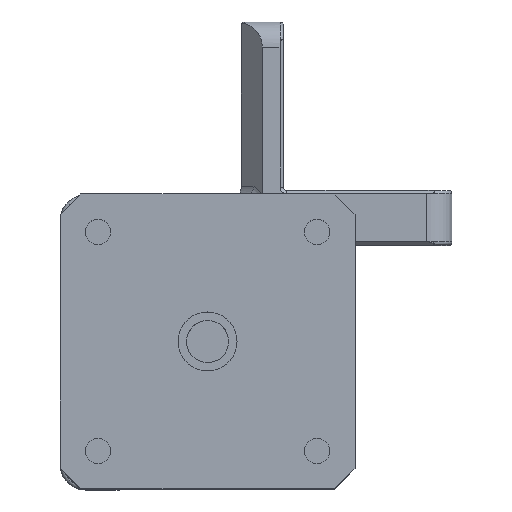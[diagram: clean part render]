
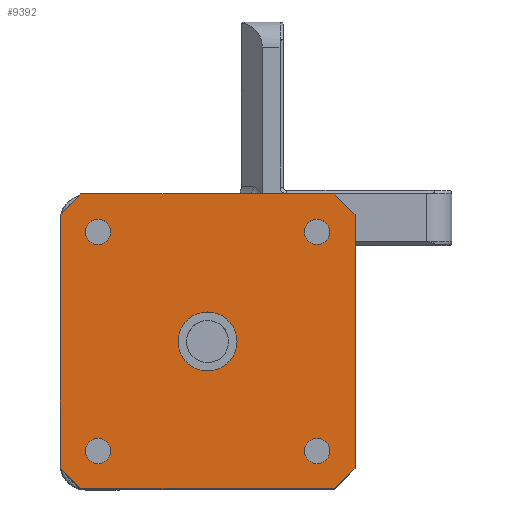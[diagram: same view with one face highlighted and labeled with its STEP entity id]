
A CAD part, top view. The second image highlights one B-rep face of the part: STEP entity #9392.
In plain terms, the highlighted face is planar.
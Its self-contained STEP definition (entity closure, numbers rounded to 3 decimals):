
#196=FACE_BOUND('',#1564,.T.);
#197=FACE_BOUND('',#1565,.T.);
#198=FACE_BOUND('',#1566,.T.);
#199=FACE_BOUND('',#1567,.T.);
#200=FACE_BOUND('',#1568,.T.);
#324=PLANE('',#10314);
#964=FACE_OUTER_BOUND('',#1563,.T.);
#1563=EDGE_LOOP('',(#7717,#7718,#7719,#7720,#7721,#7722,#7723,#7724));
#1564=EDGE_LOOP('',(#7725));
#1565=EDGE_LOOP('',(#7726));
#1566=EDGE_LOOP('',(#7727));
#1567=EDGE_LOOP('',(#7728));
#1568=EDGE_LOOP('',(#7729));
#2076=CIRCLE('',#10293,1.5);
#2078=CIRCLE('',#10296,1.5);
#2080=CIRCLE('',#10299,1.5);
#2082=CIRCLE('',#10302,1.5);
#2084=CIRCLE('',#10305,3.5);
#2807=LINE('',#24733,#3403);
#2810=LINE('',#24739,#3406);
#2813=LINE('',#24745,#3409);
#2816=LINE('',#24751,#3412);
#2819=LINE('',#24757,#3415);
#2822=LINE('',#24763,#3418);
#2825=LINE('',#24769,#3421);
#2828=LINE('',#24774,#3424);
#3403=VECTOR('',#12437,1000.);
#3406=VECTOR('',#12442,1000.);
#3409=VECTOR('',#12447,1000.);
#3412=VECTOR('',#12452,1000.);
#3415=VECTOR('',#12457,1000.);
#3418=VECTOR('',#12462,1000.);
#3421=VECTOR('',#12467,1000.);
#3424=VECTOR('',#12472,1000.);
#4191=VERTEX_POINT('',#24701);
#4193=VERTEX_POINT('',#24707);
#4195=VERTEX_POINT('',#24713);
#4197=VERTEX_POINT('',#24719);
#4199=VERTEX_POINT('',#24725);
#4200=VERTEX_POINT('',#24729);
#4202=VERTEX_POINT('',#24732);
#4204=VERTEX_POINT('',#24738);
#4206=VERTEX_POINT('',#24744);
#4208=VERTEX_POINT('',#24750);
#4210=VERTEX_POINT('',#24756);
#4212=VERTEX_POINT('',#24762);
#4214=VERTEX_POINT('',#24768);
#5385=EDGE_CURVE('',#4191,#4191,#2076,.T.);
#5388=EDGE_CURVE('',#4193,#4193,#2078,.T.);
#5391=EDGE_CURVE('',#4195,#4195,#2080,.T.);
#5394=EDGE_CURVE('',#4197,#4197,#2082,.T.);
#5397=EDGE_CURVE('',#4199,#4199,#2084,.T.);
#5399=EDGE_CURVE('',#4202,#4200,#2807,.T.);
#5402=EDGE_CURVE('',#4204,#4202,#2810,.T.);
#5405=EDGE_CURVE('',#4206,#4204,#2813,.T.);
#5408=EDGE_CURVE('',#4208,#4206,#2816,.T.);
#5411=EDGE_CURVE('',#4210,#4208,#2819,.T.);
#5414=EDGE_CURVE('',#4212,#4210,#2822,.T.);
#5417=EDGE_CURVE('',#4214,#4212,#2825,.T.);
#5420=EDGE_CURVE('',#4200,#4214,#2828,.T.);
#7717=ORIENTED_EDGE('',*,*,#5399,.T.);
#7718=ORIENTED_EDGE('',*,*,#5420,.T.);
#7719=ORIENTED_EDGE('',*,*,#5417,.T.);
#7720=ORIENTED_EDGE('',*,*,#5414,.T.);
#7721=ORIENTED_EDGE('',*,*,#5411,.T.);
#7722=ORIENTED_EDGE('',*,*,#5408,.T.);
#7723=ORIENTED_EDGE('',*,*,#5405,.T.);
#7724=ORIENTED_EDGE('',*,*,#5402,.T.);
#7725=ORIENTED_EDGE('',*,*,#5385,.T.);
#7726=ORIENTED_EDGE('',*,*,#5388,.T.);
#7727=ORIENTED_EDGE('',*,*,#5391,.T.);
#7728=ORIENTED_EDGE('',*,*,#5394,.T.);
#7729=ORIENTED_EDGE('',*,*,#5397,.T.);
#9392=ADVANCED_FACE('',(#964,#196,#197,#198,#199,#200),#324,.T.);
#10293=AXIS2_PLACEMENT_3D('',#24703,#12404,#12405);
#10296=AXIS2_PLACEMENT_3D('',#24709,#12411,#12412);
#10299=AXIS2_PLACEMENT_3D('',#24715,#12418,#12419);
#10302=AXIS2_PLACEMENT_3D('',#24721,#12425,#12426);
#10305=AXIS2_PLACEMENT_3D('',#24727,#12432,#12433);
#10314=AXIS2_PLACEMENT_3D('',#24776,#12474,#12475);
#12404=DIRECTION('center_axis',(0.,1.,0.));
#12405=DIRECTION('ref_axis',(0.,0.,
1.));
#12411=DIRECTION('center_axis',(0.,1.,0.));
#12412=DIRECTION('ref_axis',(0.,0.,
1.));
#12418=DIRECTION('center_axis',(0.,1.,0.));
#12419=DIRECTION('ref_axis',(0.,0.,
1.));
#12425=DIRECTION('center_axis',(0.,1.,0.));
#12426=DIRECTION('ref_axis',(0.,0.,
1.));
#12432=DIRECTION('center_axis',(0.,1.,0.));
#12433=DIRECTION('ref_axis',(0.,0.,
1.));
#12437=DIRECTION('',(0.,0.,-1.));
#12442=DIRECTION('',(-0.707,0.,-0.707));
#12447=DIRECTION('',(-1.,0.,0.));
#12452=DIRECTION('',(-0.707,0.,0.707));
#12457=DIRECTION('',(0.,0.,1.));
#12462=DIRECTION('',(0.707,0.,0.707));
#12467=DIRECTION('',(1.,0.,0.));
#12472=DIRECTION('',(0.707,0.,-0.707));
#12474=DIRECTION('center_axis',(0.,-1.,0.));
#12475=DIRECTION('ref_axis',(0.,0.,
-1.));
#24701=CARTESIAN_POINT('',(30.5,-43.,3.));
#24703=CARTESIAN_POINT('Origin',(30.5,-43.,4.5));
#24707=CARTESIAN_POINT('',(4.5,-43.,3.));
#24709=CARTESIAN_POINT('Origin',(4.5,-43.,4.5));
#24713=CARTESIAN_POINT('',(4.5,-43.,29.));
#24715=CARTESIAN_POINT('Origin',(4.5,-43.,30.5));
#24719=CARTESIAN_POINT('',(30.5,-43.,29.));
#24721=CARTESIAN_POINT('Origin',(30.5,-43.,30.5));
#24725=CARTESIAN_POINT('',(17.5,-43.,14.));
#24727=CARTESIAN_POINT('Origin',(17.5,-43.,17.5));
#24729=CARTESIAN_POINT('',(0.,-43.,2.473));
#24732=CARTESIAN_POINT('',(0.,-43.,32.527));
#24733=CARTESIAN_POINT('',(0.,-43.,32.527));
#24738=CARTESIAN_POINT('',(2.473,-43.,35.));
#24739=CARTESIAN_POINT('',(2.473,-43.,35.));
#24744=CARTESIAN_POINT('',(32.527,-43.,35.));
#24745=CARTESIAN_POINT('',(33.027,-43.,35.));
#24750=CARTESIAN_POINT('',(35.,-43.,32.527));
#24751=CARTESIAN_POINT('',(35.,-43.,32.527));
#24756=CARTESIAN_POINT('',(35.,-43.,2.473));
#24757=CARTESIAN_POINT('',(35.,-43.,2.473));
#24762=CARTESIAN_POINT('',(32.527,-43.,0.));
#24763=CARTESIAN_POINT('',(32.527,-43.,0.));
#24768=CARTESIAN_POINT('',(2.473,-43.,0.));
#24769=CARTESIAN_POINT('',(2.973,-43.,0.));
#24774=CARTESIAN_POINT('',(0.,-43.,2.473));
#24776=CARTESIAN_POINT('Origin',(0.5,-43.,0.));
